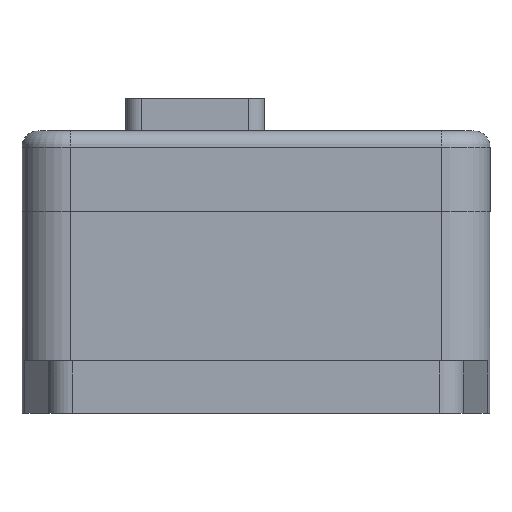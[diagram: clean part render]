
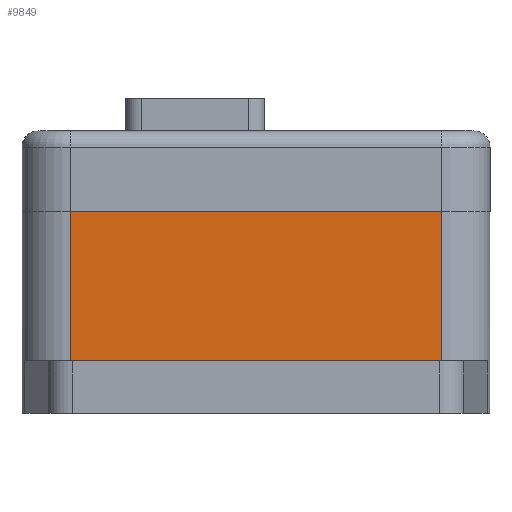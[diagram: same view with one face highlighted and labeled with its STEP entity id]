
A CAD part, left-side view. The second image highlights one B-rep face of the part: STEP entity #9849.
In plain terms, the highlighted planar face has unit normal (-1, 0, 0).
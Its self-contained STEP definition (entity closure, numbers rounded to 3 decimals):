
#92 = LINE ( 'NONE', #1354, #21496 ) ;
#143 = VERTEX_POINT ( 'NONE', #1397 ) ;
#1354 = CARTESIAN_POINT ( 'NONE',  ( -53.369, -4.081, 70.75 ) ) ;
#1397 = CARTESIAN_POINT ( 'NONE',  ( -53.369, -4.081, 52.25 ) ) ;
#1583 = DIRECTION ( 'NONE',  ( 0., 0., -1. ) ) ;
#2224 = EDGE_CURVE ( 'NONE', #5021, #6090, #19170, .T. ) ;
#2698 = EDGE_CURVE ( 'NONE', #5021, #10532, #8699, .T. ) ;
#3148 = EDGE_CURVE ( 'NONE', #10532, #143, #19072, .T. ) ;
#3632 = CARTESIAN_POINT ( 'NONE',  ( -53.369, 47.919, 70.75 ) ) ;
#3706 = CARTESIAN_POINT ( 'NONE',  ( -53.369, 41.919, 70.75 ) ) ;
#3828 = EDGE_LOOP ( 'NONE', ( #18575, #14820, #6414, #18807 ) ) ;
#3839 = DIRECTION ( 'NONE',  ( 0., 1., 0. ) ) ;
#5021 = VERTEX_POINT ( 'NONE', #3706 ) ;
#6090 = VERTEX_POINT ( 'NONE', #6865 ) ;
#6414 = ORIENTED_EDGE ( 'NONE', *, *, #9608, .T. ) ;
#6822 = DIRECTION ( 'NONE',  ( 0., -1., 0. ) ) ;
#6865 = CARTESIAN_POINT ( 'NONE',  ( -53.369, -4.081, 70.75 ) ) ;
#6866 = CARTESIAN_POINT ( 'NONE',  ( -53.369, 41.919, 70.75 ) ) ;
#7617 = DIRECTION ( 'NONE',  ( 1., 0., 0. ) ) ;
#8057 = DIRECTION ( 'NONE',  ( 0., -1., 0. ) ) ;
#8699 = LINE ( 'NONE', #6866, #15556 ) ;
#9608 = EDGE_CURVE ( 'NONE', #143, #6090, #92, .T. ) ;
#9727 = AXIS2_PLACEMENT_3D ( 'NONE', #19923, #7617, #3839 ) ;
#9849 = ADVANCED_FACE ( 'NONE', ( #12097 ), #14381, .F. ) ;
#10532 = VERTEX_POINT ( 'NONE', #11615 ) ;
#11615 = CARTESIAN_POINT ( 'NONE',  ( -53.369, 41.919, 52.25 ) ) ;
#11912 = DIRECTION ( 'NONE',  ( 0., 0., 1. ) ) ;
#12097 = FACE_OUTER_BOUND ( 'NONE', #3828, .T. ) ;
#13275 = CARTESIAN_POINT ( 'NONE',  ( -53.369, 47.919, 52.25 ) ) ;
#14381 = PLANE ( 'NONE',  #9727 ) ;
#14820 = ORIENTED_EDGE ( 'NONE', *, *, #3148, .T. ) ;
#15556 = VECTOR ( 'NONE', #1583, 1000. ) ;
#18575 = ORIENTED_EDGE ( 'NONE', *, *, #2698, .T. ) ;
#18807 = ORIENTED_EDGE ( 'NONE', *, *, #2224, .F. ) ;
#19072 = LINE ( 'NONE', #13275, #20781 ) ;
#19170 = LINE ( 'NONE', #3632, #22757 ) ;
#19923 = CARTESIAN_POINT ( 'NONE',  ( -53.369, 47.919, 70.75 ) ) ;
#20781 = VECTOR ( 'NONE', #8057, 1000. ) ;
#21496 = VECTOR ( 'NONE', #11912, 1000. ) ;
#22757 = VECTOR ( 'NONE', #6822, 1000. ) ;
